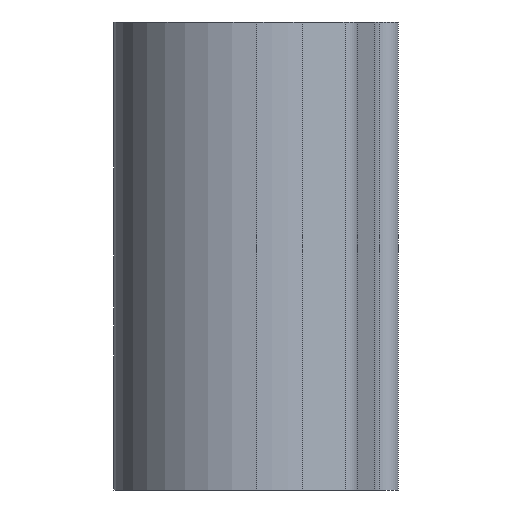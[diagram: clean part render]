
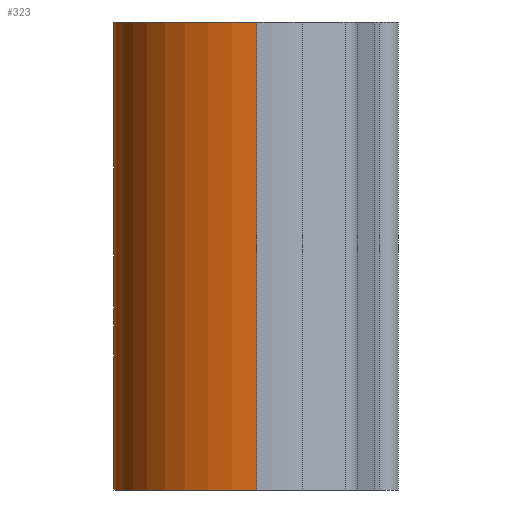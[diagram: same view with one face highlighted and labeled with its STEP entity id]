
A CAD part, left-side view. The second image highlights one B-rep face of the part: STEP entity #323.
In plain terms, the highlighted cylindrical face has radius 3.489 mm (diameter 6.978 mm), a partial arc.
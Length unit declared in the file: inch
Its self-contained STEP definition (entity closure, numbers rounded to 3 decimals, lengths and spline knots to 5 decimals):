
#7 = VERTEX_POINT ( 'NONE', #722 ) ;
#13 = CIRCLE ( 'NONE', #173, 0.13736 ) ;
#15 = CARTESIAN_POINT ( 'NONE',  ( -0.18851, 0.86824, 0.45 ) ) ;
#16 = CARTESIAN_POINT ( 'NONE',  ( -0.18851, 0.86824, 0.45 ) ) ;
#38 = EDGE_CURVE ( 'NONE', #265, #630, #318, .T. ) ;
#39 = CARTESIAN_POINT ( 'NONE',  ( -0.32587, 0.86824, 0. ) ) ;
#90 = CARTESIAN_POINT ( 'NONE',  ( -0.18851, 1.0056, 0.45 ) ) ;
#173 = AXIS2_PLACEMENT_3D ( 'NONE', #15, #675, #538 ) ;
#183 = DIRECTION ( 'NONE',  ( 0., 0., -1. ) ) ;
#186 = ORIENTED_EDGE ( 'NONE', *, *, #439, .T. ) ;
#207 = DIRECTION ( 'NONE',  ( 0., 0., -1. ) ) ;
#265 = VERTEX_POINT ( 'NONE', #537 ) ;
#287 = CIRCLE ( 'NONE', #396, 0.13736 ) ;
#288 = VECTOR ( 'NONE', #207, 39.37008 ) ;
#301 = EDGE_LOOP ( 'NONE', ( #493, #708, #186, #505 ) ) ;
#318 = LINE ( 'NONE', #602, #786 ) ;
#323 = ADVANCED_FACE ( 'NONE', ( #462 ), #518, .T. ) ;
#379 = DIRECTION ( 'NONE',  ( 0., 0., 1. ) ) ;
#396 = AXIS2_PLACEMENT_3D ( 'NONE', #801, #379, #651 ) ;
#398 = EDGE_CURVE ( 'NONE', #7, #630, #287, .T. ) ;
#422 = AXIS2_PLACEMENT_3D ( 'NONE', #16, #628, #475 ) ;
#439 = EDGE_CURVE ( 'NONE', #781, #7, #571, .T. ) ;
#462 = FACE_OUTER_BOUND ( 'NONE', #301, .T. ) ;
#475 = DIRECTION ( 'NONE',  ( -1., 0., 0. ) ) ;
#493 = ORIENTED_EDGE ( 'NONE', *, *, #38, .F. ) ;
#505 = ORIENTED_EDGE ( 'NONE', *, *, #398, .T. ) ;
#518 = CYLINDRICAL_SURFACE ( 'NONE', #422, 0.13736 ) ;
#537 = CARTESIAN_POINT ( 'NONE',  ( -0.32587, 0.86824, 0.45 ) ) ;
#538 = DIRECTION ( 'NONE',  ( -1., 0., 0. ) ) ;
#571 = LINE ( 'NONE', #689, #288 ) ;
#602 = CARTESIAN_POINT ( 'NONE',  ( -0.32587, 0.86824, 0.45 ) ) ;
#628 = DIRECTION ( 'NONE',  ( 0., 0., -1. ) ) ;
#630 = VERTEX_POINT ( 'NONE', #39 ) ;
#649 = EDGE_CURVE ( 'NONE', #781, #265, #13, .T. ) ;
#651 = DIRECTION ( 'NONE',  ( -1., 0., 0. ) ) ;
#675 = DIRECTION ( 'NONE',  ( 0., 0., 1. ) ) ;
#689 = CARTESIAN_POINT ( 'NONE',  ( -0.18851, 1.0056, 0.45 ) ) ;
#708 = ORIENTED_EDGE ( 'NONE', *, *, #649, .F. ) ;
#722 = CARTESIAN_POINT ( 'NONE',  ( -0.18851, 1.0056, 0. ) ) ;
#781 = VERTEX_POINT ( 'NONE', #90 ) ;
#786 = VECTOR ( 'NONE', #183, 39.37008 ) ;
#801 = CARTESIAN_POINT ( 'NONE',  ( -0.18851, 0.86824, 0. ) ) ;
